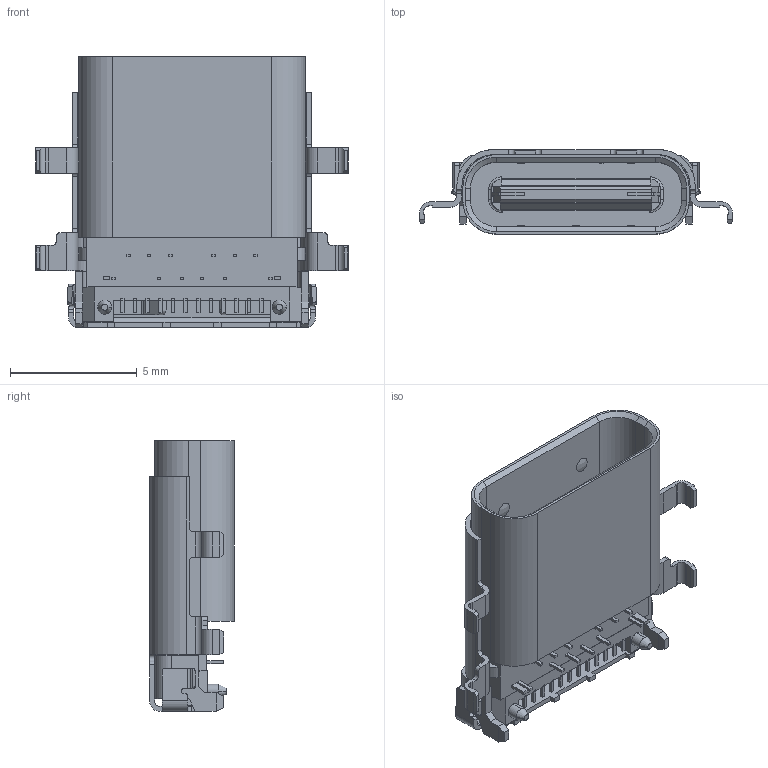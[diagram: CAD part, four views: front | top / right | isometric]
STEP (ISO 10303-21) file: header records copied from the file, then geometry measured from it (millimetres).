
FILE_DESCRIPTION (( 'STEP AP214' ), '1' );
FILE_NAME ('TE USB 2129691-1.STEP', '2015-11-29T03:16:24', ( '' ), ( '' ), 'SwSTEP 2.0', 'SolidWorks 2015', '' );
FILE_SCHEMA (( 'AUTOMOTIVE_DESIGN' ));
Length unit declared in the file: millimetre
Products named in the file (1): TE USB 2129691-1
Bounding box: 12.35 x 3.34 x 10.7 mm (x, y, z)
Volume: 160.3 mm3; surface area: 648 mm2
Topology: 1 solids, 1 shells, 696 faces, 1991 edges, 1312 vertices
Faces by surface type: plane 534, cylinder 144, bspline 10, cone 8
Entity records: 26360 total; most frequent: CARTESIAN_POINT 4389, ORIENTED_EDGE 3982, DIRECTION 3646, EDGE_CURVE 1991, VECTOR 1638, LINE 1638, VERTEX_POINT 1312, AXIS2_PLACEMENT_3D 1004
